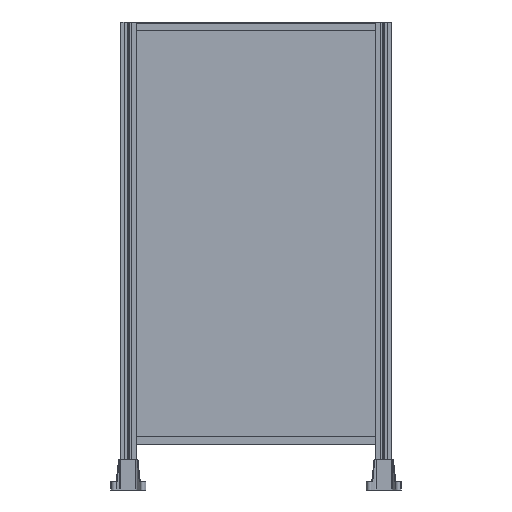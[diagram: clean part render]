
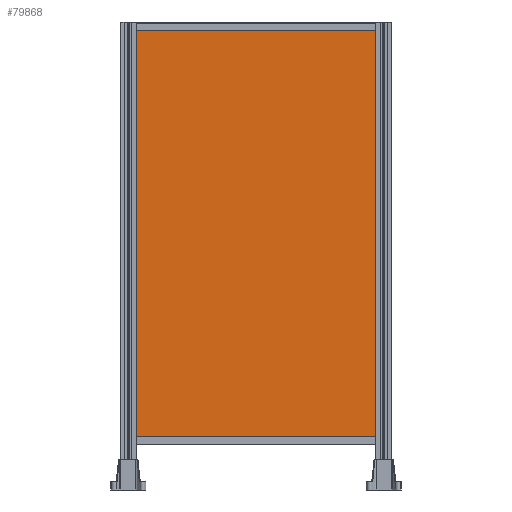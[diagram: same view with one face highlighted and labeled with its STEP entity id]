
A CAD part, front view. The second image highlights one B-rep face of the part: STEP entity #79868.
In plain terms, the highlighted planar face has unit normal (0, -1, 0).
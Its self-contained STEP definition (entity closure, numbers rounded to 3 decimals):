
#4729=LINE('',#155310,#11185);
#4730=LINE('',#155312,#11186);
#4731=LINE('',#155314,#11187);
#4732=LINE('',#155315,#11188);
#11185=VECTOR('',#98125,2050.);
#11186=VECTOR('',#98126,1180.);
#11187=VECTOR('',#98127,2050.);
#11188=VECTOR('',#98128,1180.);
#15596=PLANE('',#84824);
#18719=FACE_OUTER_BOUND('',#22996,.T.);
#22996=EDGE_LOOP('',(#64416,#64417,#64418,#64419));
#36402=VERTEX_POINT('',#155308);
#36403=VERTEX_POINT('',#155309);
#36404=VERTEX_POINT('',#155311);
#36405=VERTEX_POINT('',#155313);
#46395=EDGE_CURVE('',#36402,#36403,#4729,.T.);
#46396=EDGE_CURVE('',#36404,#36402,#4730,.T.);
#46397=EDGE_CURVE('',#36404,#36405,#4731,.T.);
#46398=EDGE_CURVE('',#36403,#36405,#4732,.T.);
#64416=ORIENTED_EDGE('',*,*,#46395,.F.);
#64417=ORIENTED_EDGE('',*,*,#46396,.F.);
#64418=ORIENTED_EDGE('',*,*,#46397,.T.);
#64419=ORIENTED_EDGE('',*,*,#46398,.F.);
#79868=ADVANCED_FACE('',(#18719),#15596,.F.);
#84824=AXIS2_PLACEMENT_3D('',#155307,#98123,#98124);
#98123=DIRECTION('center_axis',(0.,1.,0.));
#98124=DIRECTION('ref_axis',(0.,0.,1.));
#98125=DIRECTION('',(0.,0.,1.));
#98126=DIRECTION('',(-1.,0.,0.));
#98127=DIRECTION('',(0.,0.,1.));
#98128=DIRECTION('',(1.,0.,0.));
#155307=CARTESIAN_POINT('Origin',(912.643,-118.666,246.999));
#155308=CARTESIAN_POINT('',(323.139,-118.666,-778.001));
#155309=CARTESIAN_POINT('',(323.139,-118.666,1271.999));
#155310=CARTESIAN_POINT('',(323.139,-118.666,135.499));
#155311=CARTESIAN_POINT('',(1503.139,-118.666,-778.001));
#155312=CARTESIAN_POINT('',(1527.643,-118.666,-778.001));
#155313=CARTESIAN_POINT('',(1503.139,-118.666,1271.999));
#155314=CARTESIAN_POINT('',(1503.139,-118.666,135.499));
#155315=CARTESIAN_POINT('',(297.643,-118.666,1271.999));
